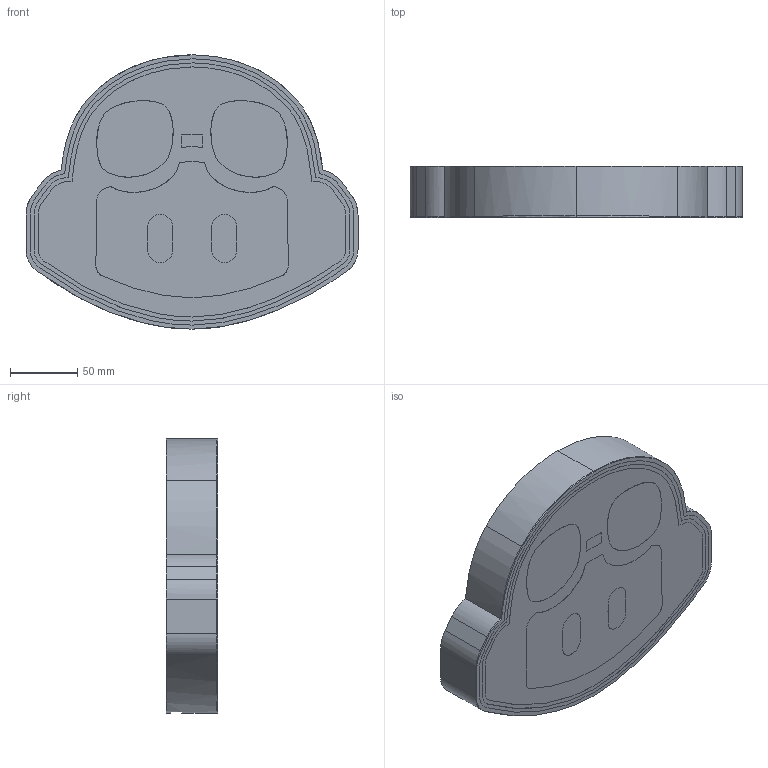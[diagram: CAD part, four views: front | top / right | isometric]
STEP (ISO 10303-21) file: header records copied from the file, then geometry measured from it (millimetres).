
FILE_DESCRIPTION(/* description */ (''),/* implementation_level */ '2;1');
FILE_NAME(/* name */ 'copilot v4.step',/* time_stamp */ '2024-03-24T16:50:14-04:00',/* author */ (''),/* organization */ (''),/* preprocessor_version */ 'ST-DEVELOPER v20',/* originating_system */ 'Autodesk Translation Framework v12.20.1.177',/* authorisation */ '');
FILE_SCHEMA (('AUTOMOTIVE_DESIGN { 1 0 10303 214 3 1 1 }'));
Length unit declared in the file: millimetre
Products named in the file (5): copilot; Back; Black; White; Reflector
Assembly tree (4 placements, depth 2):
  copilot
    Back
    Black
    White
    Reflector
Bounding box: 246.87 x 38 x 203.96 mm (x, y, z)
Volume: 260323.8 mm3; surface area: 279421.6 mm2
Topology: 11 solids, 11 shells, 319 faces, 891 edges, 594 vertices
Faces by surface type: bspline 228, plane 91
Entity records: 12802 total; most frequent: CARTESIAN_POINT 6397, ORIENTED_EDGE 1782, EDGE_CURVE 891, DIRECTION 619, VERTEX_POINT 594, LINE 417, VECTOR 417, EDGE_LOOP 337
